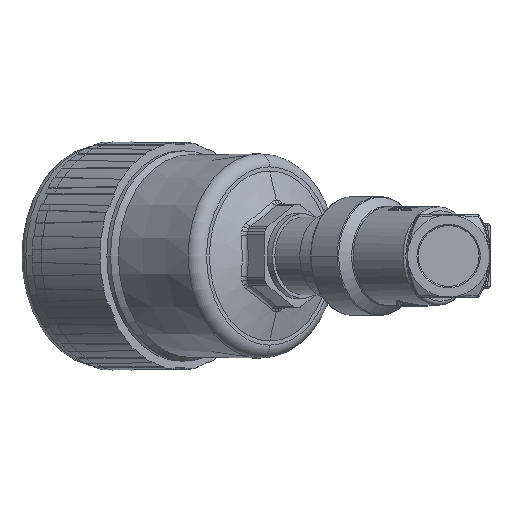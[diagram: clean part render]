
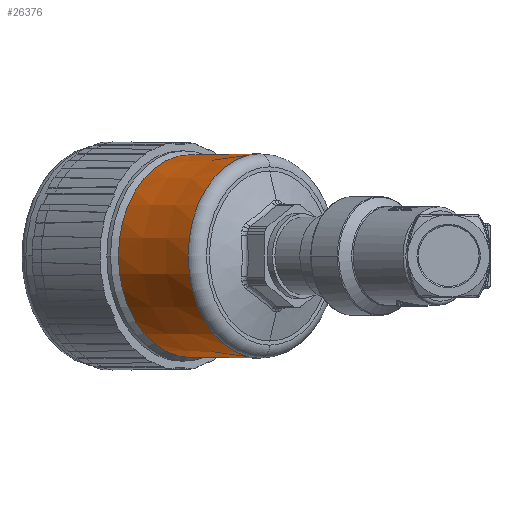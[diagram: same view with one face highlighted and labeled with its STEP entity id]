
A CAD part, left-side view. The second image highlights one B-rep face of the part: STEP entity #26376.
In plain terms, the highlighted conical face has half-angle 0.555 degrees and reference radius 39.304 mm.
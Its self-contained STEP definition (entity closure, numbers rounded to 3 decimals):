
#22728=DIRECTION('',(0.01,0.,1.));
#22729=VECTOR('',#22728,38.512);
#22730=CARTESIAN_POINT('',(39.118,0.,
-58.66));
#22731=LINE('',#22730,#22729);
#22766=DIRECTION('',(0.01,0.,-1.));
#22767=VECTOR('',#22766,38.512);
#22768=CARTESIAN_POINT('',(-39.491,0.,
-20.15));
#22769=LINE('',#22768,#22767);
#22927=CARTESIAN_POINT('',(0.,0.,-58.66));
#22928=DIRECTION('',(0.,0.,1.));
#22929=DIRECTION('',(-1.,0.,0.));
#22930=AXIS2_PLACEMENT_3D('',#22927,#22928,#22929);
#22940=CARTESIAN_POINT('',(0.,0.,-20.15));
#22941=DIRECTION('',(0.,0.,-1.));
#22942=DIRECTION('',(1.,0.,0.));
#22943=AXIS2_PLACEMENT_3D('',#22940,#22941,#22942);
#24001=CARTESIAN_POINT('',(39.491,0.,-20.15));
#24002=CARTESIAN_POINT('',(-39.491,0.,
-20.15));
#24003=VERTEX_POINT('',#24001);
#24004=VERTEX_POINT('',#24002);
#24009=CARTESIAN_POINT('',(-39.118,0.,
-58.66));
#24010=CARTESIAN_POINT('',(39.118,0.,
-58.66));
#24011=VERTEX_POINT('',#24009);
#24012=VERTEX_POINT('',#24010);
#26364=CARTESIAN_POINT('',(0.,0.,-39.405));
#26365=DIRECTION('',(0.,0.,1.));
#26366=DIRECTION('',(-1.,0.,0.));
#26367=AXIS2_PLACEMENT_3D('',#26364,#26365,#26366);
#26368=CONICAL_SURFACE('',#26367,39.304,0.555);
#26369=ORIENTED_EDGE('',*,*,#26331,.F.);
#26370=ORIENTED_EDGE('',*,*,#26054,.F.);
#26372=ORIENTED_EDGE('',*,*,#26371,.F.);
#26373=ORIENTED_EDGE('',*,*,#26042,.F.);
#26374=EDGE_LOOP('',(#26369,#26370,#26372,#26373));
#26375=FACE_OUTER_BOUND('',#26374,.F.);
#26376=ADVANCED_FACE('',(#26375),#26368,.T.);
#22931=CIRCLE('',#22930,39.118);
#22944=CIRCLE('',#22943,39.491);
#26042=EDGE_CURVE('',#24012,#24003,#22731,.T.);
#26054=EDGE_CURVE('',#24004,#24011,#22769,.T.);
#26331=EDGE_CURVE('',#24011,#24012,#22931,.T.);
#26371=EDGE_CURVE('',#24003,#24004,#22944,.T.);
